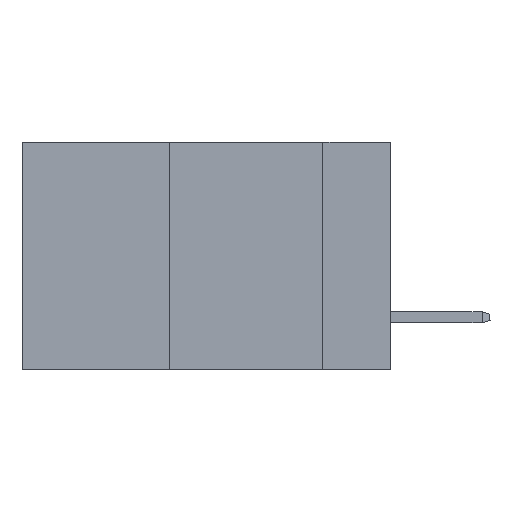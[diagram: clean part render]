
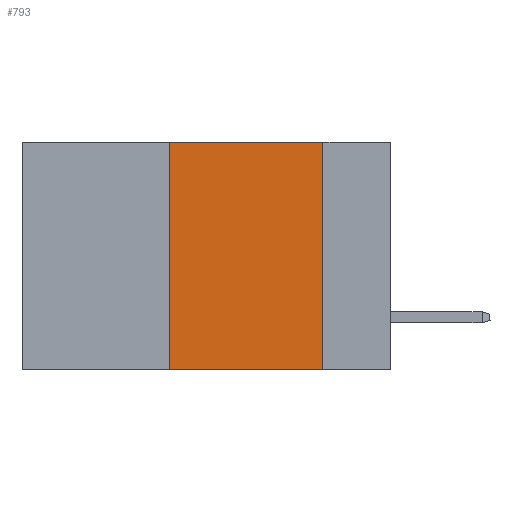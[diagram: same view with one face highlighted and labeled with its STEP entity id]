
A CAD part, left-side view. The second image highlights one B-rep face of the part: STEP entity #793.
In plain terms, the highlighted planar face has unit normal (-1, 0, 0).
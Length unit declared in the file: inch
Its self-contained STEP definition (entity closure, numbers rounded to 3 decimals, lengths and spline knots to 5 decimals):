
#296 = DIRECTION ( 'NONE',  ( 0., 0., -1. ) ) ;
#451 = ORIENTED_EDGE ( 'NONE', *, *, #13881, .F. ) ;
#585 = CARTESIAN_POINT ( 'NONE',  ( 0., 0.11, -0.37 ) ) ;
#793 = ADVANCED_FACE ( 'NONE', ( #882 ), #4795, .F. ) ;
#882 = FACE_OUTER_BOUND ( 'NONE', #14466, .T. ) ;
#1785 = DIRECTION ( 'NONE',  ( 0., 0., 1. ) ) ;
#1790 = VERTEX_POINT ( 'NONE', #6921 ) ;
#2388 = DIRECTION ( 'NONE',  ( 0., 0., -1. ) ) ;
#2868 = VECTOR ( 'NONE', #1785, 39.37008 ) ;
#2956 = CARTESIAN_POINT ( 'NONE',  ( 0., 0.6, -0.37 ) ) ;
#3050 = DIRECTION ( 'NONE',  ( 0., -1., 0. ) ) ;
#4085 = EDGE_CURVE ( 'NONE', #1790, #14086, #4748, .T. ) ;
#4106 = EDGE_CURVE ( 'NONE', #11951, #14086, #7511, .T. ) ;
#4276 = ORIENTED_EDGE ( 'NONE', *, *, #4085, .F. ) ;
#4510 = VECTOR ( 'NONE', #7228, 39.37008 ) ;
#4748 = LINE ( 'NONE', #14747, #6033 ) ;
#4795 = PLANE ( 'NONE',  #8875 ) ;
#4817 = CARTESIAN_POINT ( 'NONE',  ( 0., 0.6, 0. ) ) ;
#5418 = LINE ( 'NONE', #4817, #4510 ) ;
#5599 = CARTESIAN_POINT ( 'NONE',  ( 0., 0.36, 0. ) ) ;
#6033 = VECTOR ( 'NONE', #2388, 39.37008 ) ;
#6384 = ORIENTED_EDGE ( 'NONE', *, *, #4106, .T. ) ;
#6760 = VECTOR ( 'NONE', #3050, 39.37008 ) ;
#6921 = CARTESIAN_POINT ( 'NONE',  ( 0., 0.11, 0. ) ) ;
#7156 = DIRECTION ( 'NONE',  ( 1., 0., 0. ) ) ;
#7228 = DIRECTION ( 'NONE',  ( 0., -1., 0. ) ) ;
#7511 = LINE ( 'NONE', #2956, #6760 ) ;
#7570 = CARTESIAN_POINT ( 'NONE',  ( 0., 0.36, 0. ) ) ;
#7584 = LINE ( 'NONE', #7570, #2868 ) ;
#8875 = AXIS2_PLACEMENT_3D ( 'NONE', #14126, #7156, #296 ) ;
#9818 = VERTEX_POINT ( 'NONE', #5599 ) ;
#11951 = VERTEX_POINT ( 'NONE', #13825 ) ;
#13600 = ORIENTED_EDGE ( 'NONE', *, *, #14746, .F. ) ;
#13825 = CARTESIAN_POINT ( 'NONE',  ( 0., 0.36, -0.37 ) ) ;
#13881 = EDGE_CURVE ( 'NONE', #9818, #1790, #5418, .T. ) ;
#14086 = VERTEX_POINT ( 'NONE', #585 ) ;
#14126 = CARTESIAN_POINT ( 'NONE',  ( 0., 0.6, 0. ) ) ;
#14466 = EDGE_LOOP ( 'NONE', ( #4276, #451, #13600, #6384 ) ) ;
#14746 = EDGE_CURVE ( 'NONE', #11951, #9818, #7584, .T. ) ;
#14747 = CARTESIAN_POINT ( 'NONE',  ( 0., 0.11, 0. ) ) ;
